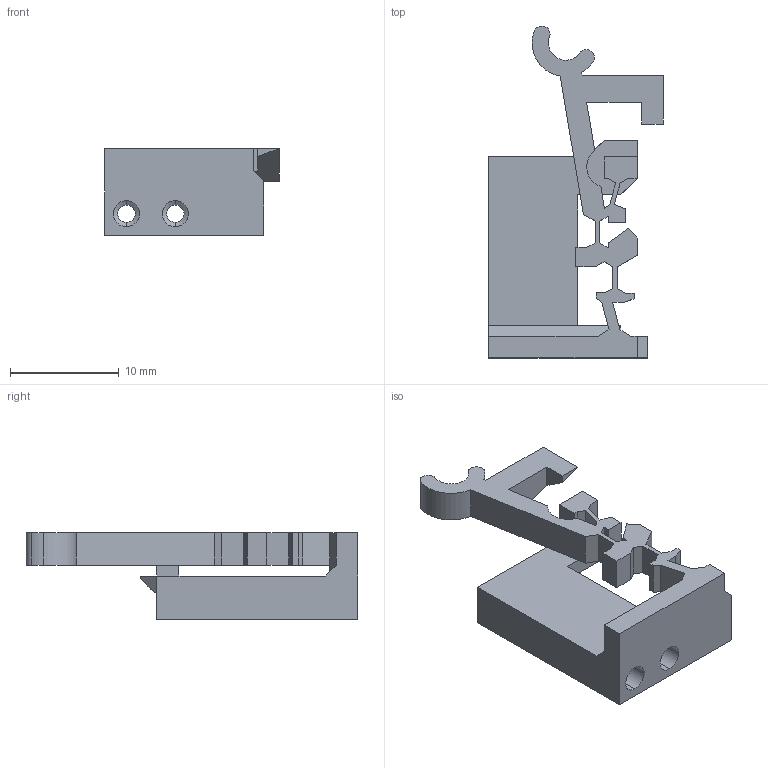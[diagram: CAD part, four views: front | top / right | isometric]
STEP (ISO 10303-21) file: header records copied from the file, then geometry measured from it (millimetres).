
FILE_DESCRIPTION (( 'STEP AP214' ), '1' );
FILE_NAME ('switch-thin-hinges.STEP', '2025-10-26T22:11:45', ( '' ), ( '' ), 'SwSTEP 2.0', 'SolidWorks 2025', '' );
FILE_SCHEMA (( 'AUTOMOTIVE_DESIGN' ));
Length unit declared in the file: millimetre
Products named in the file (1): switch-thin-hinges
Bounding box: 16.07 x 30.56 x 8 mm (x, y, z)
Volume: 939.2 mm3; surface area: 1549.3 mm2
Topology: 1 solids, 1 shells, 101 faces, 288 edges, 187 vertices
Faces by surface type: plane 80, cylinder 17, cone 4
Entity records: 3271 total; most frequent: CARTESIAN_POINT 577, ORIENTED_EDGE 576, DIRECTION 526, EDGE_CURVE 288, LINE 254, VECTOR 254, VERTEX_POINT 187, AXIS2_PLACEMENT_3D 136
